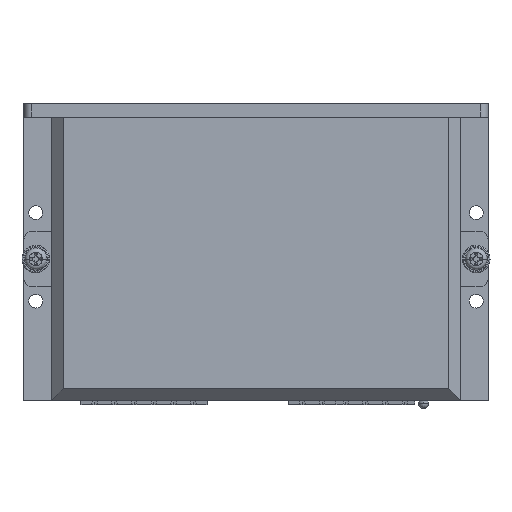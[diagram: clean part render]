
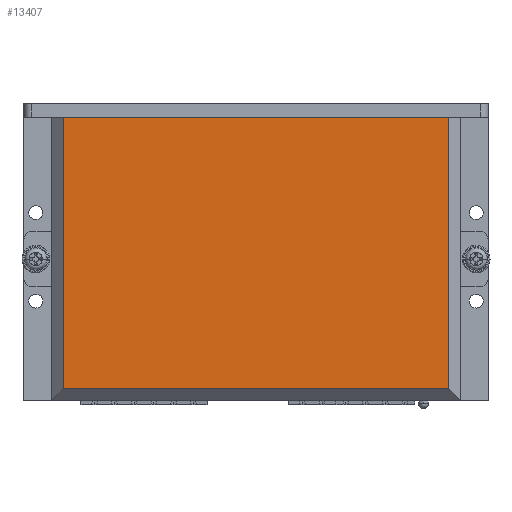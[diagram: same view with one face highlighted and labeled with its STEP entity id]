
A CAD part, top view. The second image highlights one B-rep face of the part: STEP entity #13407.
In plain terms, the highlighted planar face has unit normal (0, 0, 1).
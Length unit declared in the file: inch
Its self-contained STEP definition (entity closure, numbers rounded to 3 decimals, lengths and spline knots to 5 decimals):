
#1063 = LINE ( 'NONE', #5631, #49809 ) ;
#1236 = EDGE_LOOP ( 'NONE', ( #15191, #5721, #9274, #30129 ) ) ;
#3256 = LINE ( 'NONE', #8210, #23509 ) ;
#4004 = DIRECTION ( 'NONE',  ( -1., 0., 0. ) ) ;
#4985 = VERTEX_POINT ( 'NONE', #6550 ) ;
#5631 = CARTESIAN_POINT ( 'NONE',  ( 1.92913, 0.06378, 0.86614 ) ) ;
#5721 = ORIENTED_EDGE ( 'NONE', *, *, #53548, .T. ) ;
#6550 = CARTESIAN_POINT ( 'NONE',  ( 1.92913, 2.83465, 0.86614 ) ) ;
#8210 = CARTESIAN_POINT ( 'NONE',  ( -2.0063, 2.83465, 0.86614 ) ) ;
#9274 = ORIENTED_EDGE ( 'NONE', *, *, #17684, .T. ) ;
#11335 = CARTESIAN_POINT ( 'NONE',  ( -2.0063, 0.06378, 0.86614 ) ) ;
#13407 = ADVANCED_FACE ( 'NONE', ( #33850 ), #52497, .T. ) ;
#15191 = ORIENTED_EDGE ( 'NONE', *, *, #31706, .T. ) ;
#17684 = EDGE_CURVE ( 'NONE', #46063, #52796, #52049, .T. ) ;
#19484 = CARTESIAN_POINT ( 'NONE',  ( -1.92913, 2.83465, 0.86614 ) ) ;
#21489 = DIRECTION ( 'NONE',  ( 0., 1., 0. ) ) ;
#23509 = VECTOR ( 'NONE', #4004, 39.37008 ) ;
#23516 = DIRECTION ( 'NONE',  ( 1., 0., 0. ) ) ;
#25443 = VERTEX_POINT ( 'NONE', #29330 ) ;
#27340 = LINE ( 'NONE', #42822, #34447 ) ;
#28255 = DIRECTION ( 'NONE',  ( 0., -1., 0. ) ) ;
#29330 = CARTESIAN_POINT ( 'NONE',  ( 1.92913, 0.11811, 0.86614 ) ) ;
#30033 = VECTOR ( 'NONE', #28255, 39.37008 ) ;
#30129 = ORIENTED_EDGE ( 'NONE', *, *, #43154, .T. ) ;
#31706 = EDGE_CURVE ( 'NONE', #25443, #4985, #1063, .T. ) ;
#33850 = FACE_OUTER_BOUND ( 'NONE', #1236, .T. ) ;
#34447 = VECTOR ( 'NONE', #43008, 39.37008 ) ;
#39819 = DIRECTION ( 'NONE',  ( 0., 0., 1. ) ) ;
#42822 = CARTESIAN_POINT ( 'NONE',  ( -2.0063, 0.11811, 0.86614 ) ) ;
#43008 = DIRECTION ( 'NONE',  ( 1., 0., 0. ) ) ;
#43154 = EDGE_CURVE ( 'NONE', #52796, #25443, #27340, .T. ) ;
#45074 = CARTESIAN_POINT ( 'NONE',  ( -1.92913, 0.06378, 0.86614 ) ) ;
#46063 = VERTEX_POINT ( 'NONE', #19484 ) ;
#49271 = AXIS2_PLACEMENT_3D ( 'NONE', #11335, #39819, #23516 ) ;
#49809 = VECTOR ( 'NONE', #21489, 39.37008 ) ;
#50948 = CARTESIAN_POINT ( 'NONE',  ( -1.92913, 0.11811, 0.86614 ) ) ;
#52049 = LINE ( 'NONE', #45074, #30033 ) ;
#52497 = PLANE ( 'NONE',  #49271 ) ;
#52796 = VERTEX_POINT ( 'NONE', #50948 ) ;
#53548 = EDGE_CURVE ( 'NONE', #4985, #46063, #3256, .T. ) ;
